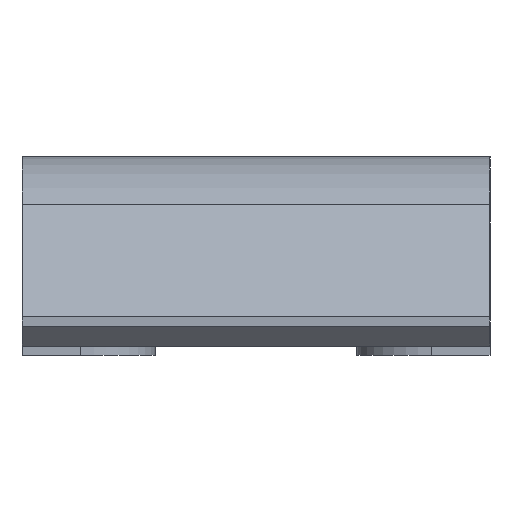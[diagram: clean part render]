
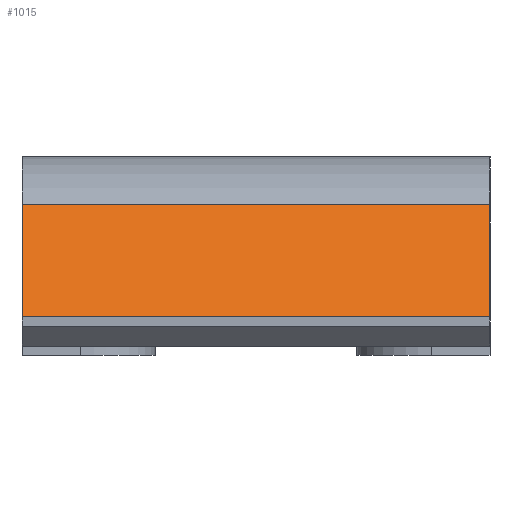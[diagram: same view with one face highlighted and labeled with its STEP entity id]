
A CAD part, left-side view. The second image highlights one B-rep face of the part: STEP entity #1015.
In plain terms, the highlighted planar face has unit normal (-0.707, 0, 0.707).
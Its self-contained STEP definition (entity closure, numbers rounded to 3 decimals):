
#20=PLANE('',#1096);
#71=FACE_OUTER_BOUND('',#129,.T.);
#129=EDGE_LOOP('',(#731,#732,#733,#734));
#190=LINE('',#1460,#320);
#191=LINE('',#1463,#321);
#207=LINE('',#1497,#337);
#208=LINE('',#1498,#338);
#320=VECTOR('',#1176,10.);
#321=VECTOR('',#1179,10.);
#337=VECTOR('',#1199,10.);
#338=VECTOR('',#1200,10.);
#467=VERTEX_POINT('',#1453);
#470=VERTEX_POINT('',#1458);
#471=VERTEX_POINT('',#1462);
#487=VERTEX_POINT('',#1496);
#564=EDGE_CURVE('',#470,#467,#190,.T.);
#565=EDGE_CURVE('',#467,#471,#191,.T.);
#582=EDGE_CURVE('',#487,#470,#207,.T.);
#583=EDGE_CURVE('',#487,#471,#208,.T.);
#731=ORIENTED_EDGE('',*,*,#564,.F.);
#732=ORIENTED_EDGE('',*,*,#582,.F.);
#733=ORIENTED_EDGE('',*,*,#583,.T.);
#734=ORIENTED_EDGE('',*,*,#565,.F.);
#1015=ADVANCED_FACE('',(#71),#20,.F.);
#1096=AXIS2_PLACEMENT_3D('',#1495,#1197,#1198);
#1176=DIRECTION('',(0.,-1.,0.));
#1179=DIRECTION('',(-0.707,0.,-0.707));
#1197=DIRECTION('center_axis',(0.707,0.,-0.707));
#1198=DIRECTION('ref_axis',(0.707,0.,0.707));
#1199=DIRECTION('',(0.707,0.,0.707));
#1200=DIRECTION('',(0.,-1.,0.));
#1453=CARTESIAN_POINT('',(-19.75,-10.,6.05));
#1458=CARTESIAN_POINT('',(-19.75,10.,6.05));
#1460=CARTESIAN_POINT('',(-19.75,5.,6.05));
#1462=CARTESIAN_POINT('',(-24.55,-10.,1.25));
#1463=CARTESIAN_POINT('',(-15.809,-10.,9.991));
#1495=CARTESIAN_POINT('Origin',(-24.55,10.,1.25));
#1496=CARTESIAN_POINT('',(-24.55,10.,1.25));
#1497=CARTESIAN_POINT('',(-17.409,10.,8.391));
#1498=CARTESIAN_POINT('',(-24.55,10.,1.25));
